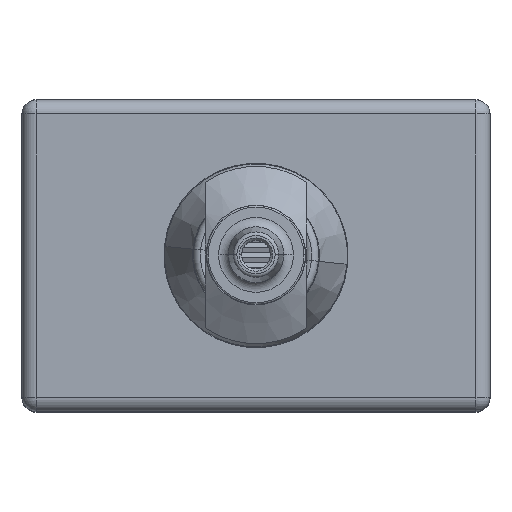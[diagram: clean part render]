
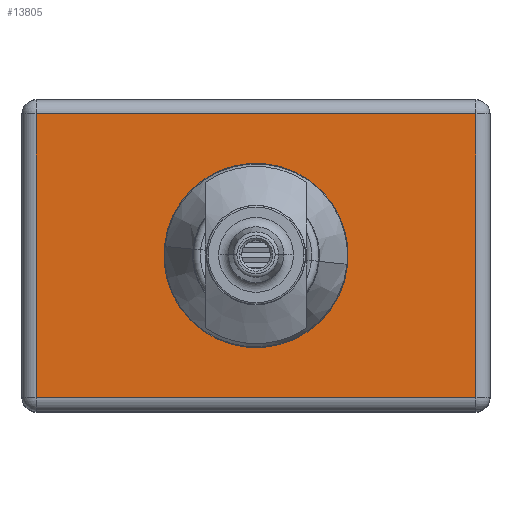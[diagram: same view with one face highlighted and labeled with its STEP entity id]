
A CAD part, top view. The second image highlights one B-rep face of the part: STEP entity #13805.
In plain terms, the highlighted planar face has unit normal (0, 0, 1).
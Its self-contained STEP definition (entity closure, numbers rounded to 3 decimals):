
#56 = ORIENTED_EDGE ( 'NONE', *, *, #13434, .T. ) ;
#872 = ORIENTED_EDGE ( 'NONE', *, *, #942, .T. ) ;
#942 = EDGE_CURVE ( 'NONE', #3203, #16091, #11310, .T. ) ;
#1162 = VERTEX_POINT ( 'NONE', #16052 ) ;
#1224 = FACE_BOUND ( 'NONE', #9959, .T. ) ;
#1832 = EDGE_CURVE ( 'NONE', #16091, #13935, #16307, .T. ) ;
#1952 = ORIENTED_EDGE ( 'NONE', *, *, #8731, .T. ) ;
#2223 = DIRECTION ( 'NONE',  ( 0., -1., 0. ) ) ;
#2455 = AXIS2_PLACEMENT_3D ( 'NONE', #14908, #16248, #6714 ) ;
#2802 = PLANE ( 'NONE',  #2455 ) ;
#3203 = VERTEX_POINT ( 'NONE', #16161 ) ;
#3743 = CIRCLE ( 'NONE', #15324, 12. ) ;
#3845 = VECTOR ( 'NONE', #12948, 1000. ) ;
#3910 = DIRECTION ( 'NONE',  ( -1., 0., 0. ) ) ;
#4362 = VECTOR ( 'NONE', #3910, 1000. ) ;
#4701 = CARTESIAN_POINT ( 'NONE',  ( -31., 0., 33. ) ) ;
#4988 = CARTESIAN_POINT ( 'NONE',  ( -31., -20., 33. ) ) ;
#5101 = DIRECTION ( 'NONE',  ( 0., 1., 0. ) ) ;
#5402 = CARTESIAN_POINT ( 'NONE',  ( -12., 0., 33. ) ) ;
#5811 = DIRECTION ( 'NONE',  ( -1., 0., 0. ) ) ;
#5947 = VERTEX_POINT ( 'NONE', #4988 ) ;
#6001 = FACE_OUTER_BOUND ( 'NONE', #8865, .T. ) ;
#6535 = CARTESIAN_POINT ( 'NONE',  ( 0., 20., 33. ) ) ;
#6714 = DIRECTION ( 'NONE',  ( -1., 0., 0. ) ) ;
#6946 = CIRCLE ( 'NONE', #16624, 12. ) ;
#7052 = CARTESIAN_POINT ( 'NONE',  ( -31., 20., 33. ) ) ;
#7282 = VECTOR ( 'NONE', #5101, 1000. ) ;
#7369 = VECTOR ( 'NONE', #2223, 1000. ) ;
#7507 = ORIENTED_EDGE ( 'NONE', *, *, #7835, .T. ) ;
#7835 = EDGE_CURVE ( 'NONE', #5947, #3203, #14091, .T. ) ;
#8242 = ORIENTED_EDGE ( 'NONE', *, *, #1832, .T. ) ;
#8731 = EDGE_CURVE ( 'NONE', #1162, #12299, #6946, .T. ) ;
#8865 = EDGE_LOOP ( 'NONE', ( #8242, #12989, #7507, #872 ) ) ;
#9742 = EDGE_CURVE ( 'NONE', #13935, #5947, #14475, .T. ) ;
#9959 = EDGE_LOOP ( 'NONE', ( #56, #1952 ) ) ;
#10129 = CARTESIAN_POINT ( 'NONE',  ( 0., 0., 33. ) ) ;
#10190 = DIRECTION ( 'NONE',  ( -1., 0., 0. ) ) ;
#10277 = CARTESIAN_POINT ( 'NONE',  ( 0., -20., 33. ) ) ;
#10540 = CARTESIAN_POINT ( 'NONE',  ( 31., 0., 33. ) ) ;
#10985 = CARTESIAN_POINT ( 'NONE',  ( 31., 20., 33. ) ) ;
#11310 = LINE ( 'NONE', #10540, #7282 ) ;
#12299 = VERTEX_POINT ( 'NONE', #5402 ) ;
#12359 = DIRECTION ( 'NONE',  ( 0., 0., -1. ) ) ;
#12948 = DIRECTION ( 'NONE',  ( 1., 0., 0. ) ) ;
#12989 = ORIENTED_EDGE ( 'NONE', *, *, #9742, .T. ) ;
#13434 = EDGE_CURVE ( 'NONE', #12299, #1162, #3743, .T. ) ;
#13738 = CARTESIAN_POINT ( 'NONE',  ( 0., 0., 33. ) ) ;
#13805 = ADVANCED_FACE ( 'NONE', ( #6001, #1224 ), #2802, .F. ) ;
#13935 = VERTEX_POINT ( 'NONE', #7052 ) ;
#14091 = LINE ( 'NONE', #10277, #3845 ) ;
#14475 = LINE ( 'NONE', #4701, #7369 ) ;
#14908 = CARTESIAN_POINT ( 'NONE',  ( 0., 0., 33. ) ) ;
#15324 = AXIS2_PLACEMENT_3D ( 'NONE', #10129, #15425, #10190 ) ;
#15425 = DIRECTION ( 'NONE',  ( 0., 0., -1. ) ) ;
#16052 = CARTESIAN_POINT ( 'NONE',  ( 12., 0., 33. ) ) ;
#16091 = VERTEX_POINT ( 'NONE', #10985 ) ;
#16161 = CARTESIAN_POINT ( 'NONE',  ( 31., -20., 33. ) ) ;
#16248 = DIRECTION ( 'NONE',  ( 0., 0., -1. ) ) ;
#16307 = LINE ( 'NONE', #6535, #4362 ) ;
#16624 = AXIS2_PLACEMENT_3D ( 'NONE', #13738, #12359, #5811 ) ;
